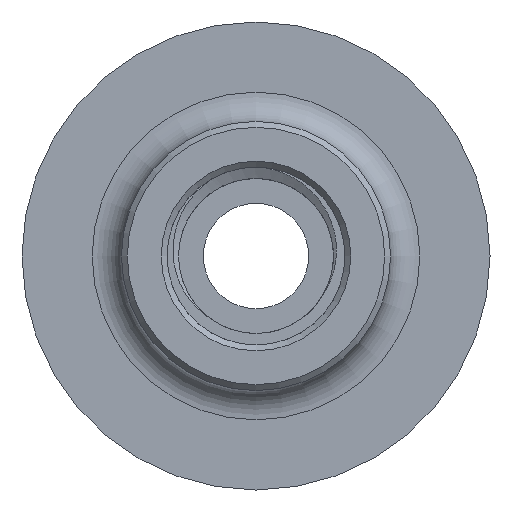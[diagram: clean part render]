
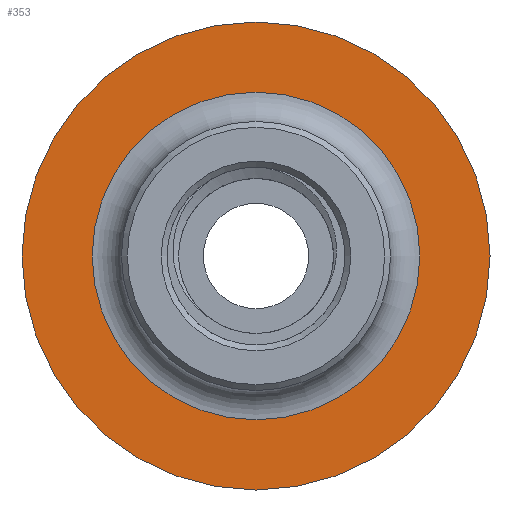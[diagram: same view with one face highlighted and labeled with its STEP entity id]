
A CAD part, front view. The second image highlights one B-rep face of the part: STEP entity #353.
In plain terms, the highlighted planar face has unit normal (0, -1, 0).
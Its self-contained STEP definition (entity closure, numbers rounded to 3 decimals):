
#19=FACE_BOUND('',#66,.T.);
#24=PLANE('',#404);
#42=FACE_OUTER_BOUND('',#65,.T.);
#65=EDGE_LOOP('',(#278));
#66=EDGE_LOOP('',(#279));
#93=CIRCLE('',#403,28.);
#94=CIRCLE('',#405,40.);
#170=VERTEX_POINT('',#806);
#171=VERTEX_POINT('',#810);
#211=EDGE_CURVE('',#170,#170,#93,.T.);
#212=EDGE_CURVE('',#171,#171,#94,.T.);
#278=ORIENTED_EDGE('',*,*,#212,.T.);
#279=ORIENTED_EDGE('',*,*,#211,.F.);
#353=ADVANCED_FACE('',(#42,#19),#24,.T.);
#403=AXIS2_PLACEMENT_3D('',#808,#481,#482);
#404=AXIS2_PLACEMENT_3D('',#809,#483,#484);
#405=AXIS2_PLACEMENT_3D('',#811,#485,#486);
#481=DIRECTION('center_axis',(0.,-1.,0.));
#482=DIRECTION('ref_axis',(-1.,0.,0.));
#483=DIRECTION('center_axis',(0.,-1.,0.));
#484=DIRECTION('ref_axis',(-1.,0.,0.));
#485=DIRECTION('center_axis',(0.,-1.,0.));
#486=DIRECTION('ref_axis',(1.,0.,0.));
#806=CARTESIAN_POINT('',(0.,0.,-28.));
#808=CARTESIAN_POINT('Origin',(0.,0.,0.));
#809=CARTESIAN_POINT('Origin',(0.,0.,0.));
#810=CARTESIAN_POINT('',(-40.,0.,0.));
#811=CARTESIAN_POINT('Origin',(0.,0.,0.));
